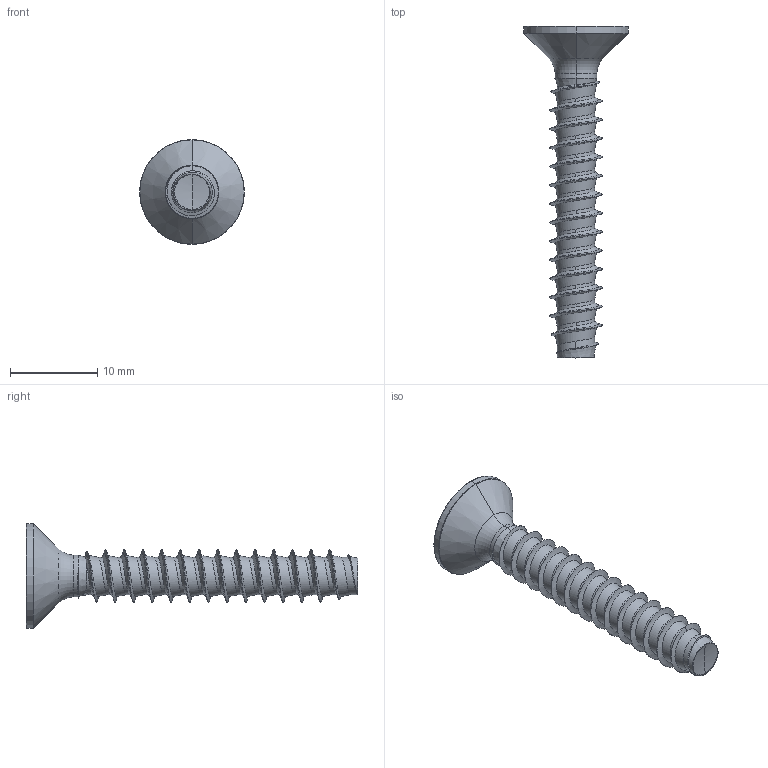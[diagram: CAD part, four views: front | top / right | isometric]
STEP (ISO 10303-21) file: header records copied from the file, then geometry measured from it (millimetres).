
FILE_DESCRIPTION (( 'STEP AP203' ), '1' );
FILE_NAME ('STP430600380.STEP', '2020-09-22T13:40:44', ( '' ), ( '' ), 'SwSTEP 2.0', 'SolidWorks 2015', '' );
FILE_SCHEMA (( 'CONFIG_CONTROL_DESIGN' ));
Length unit declared in the file: millimetre
Products named in the file (2): STP430600380
Bounding box: 12 x 38 x 12 mm (x, y, z)
Volume: 835.9 mm3; surface area: 1079.7 mm2
Topology: 1 solids, 1 shells, 118 faces, 293 edges, 179 vertices
Faces by surface type: cylinder 56, bspline 35, cone 12, torus 10, plane 3, sphere 2
Entity records: 24794 total; most frequent: CARTESIAN_POINT 22258, ORIENTED_EDGE 586, DIRECTION 382, EDGE_CURVE 293, VERTEX_POINT 179, AXIS2_PLACEMENT_3D 155, B_SPLINE_CURVE_WITH_KNOTS 121, EDGE_LOOP 120
